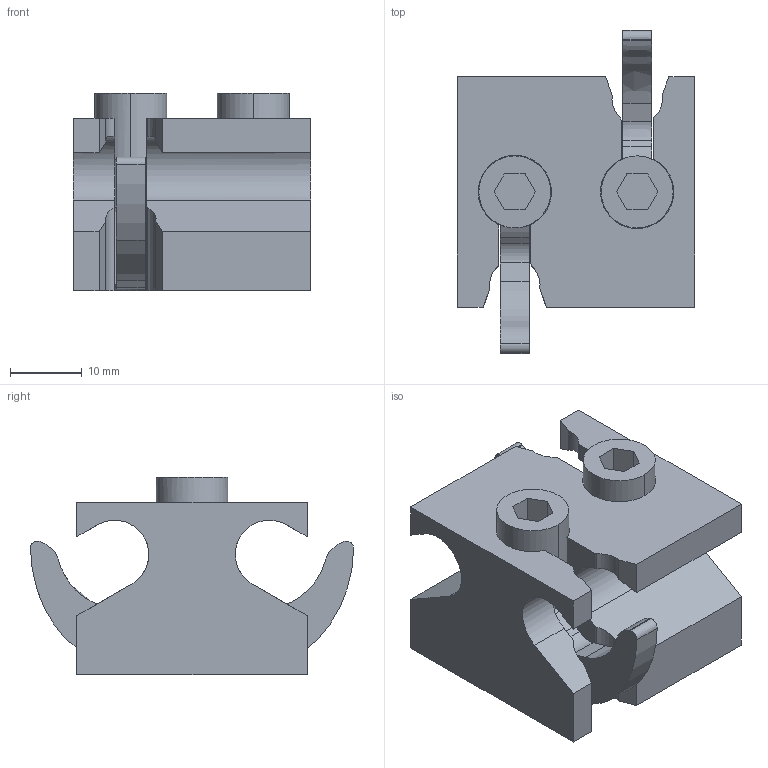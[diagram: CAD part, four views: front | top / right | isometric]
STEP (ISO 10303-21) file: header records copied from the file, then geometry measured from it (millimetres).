
FILE_DESCRIPTION(('CATIA V5 STEP Exchange','CAx-IF Rec.Pracs.--- Model Styling and Organization---1.4--- 2014-01-23'),'2;1');
FILE_NAME ('D1452782_0', '2020-04-29T09:42:42+00:00', ('none'), ('Weidmueller'), 'CATIA Version 5-6 Release 2016 SP3 HF44', 'CATIA V5 STEP AP214', 'none');
FILE_SCHEMA(('AUTOMOTIVE_DESIGN { 1 0 10303 214 1 1 1 1 }'));
Length unit declared in the file: millimetre
Products named in the file (1): 1547500000_JB_25-50
Bounding box: 33 x 44.9 x 27.5 mm (x, y, z)
Volume: 17202.9 mm3; surface area: 9806.8 mm2
Topology: 3 solids, 3 shells, 148 faces, 412 edges, 273 vertices
Faces by surface type: plane 74, cylinder 41, cone 22, extrusion 11
Entity records: 5074 total; most frequent: CARTESIAN_POINT 1362, ORIENTED_EDGE 812, DIRECTION 567, EDGE_CURVE 406, VERTEX_POINT 273, VECTOR 261, LINE 250, AXIS2_PLACEMENT_3D 199
